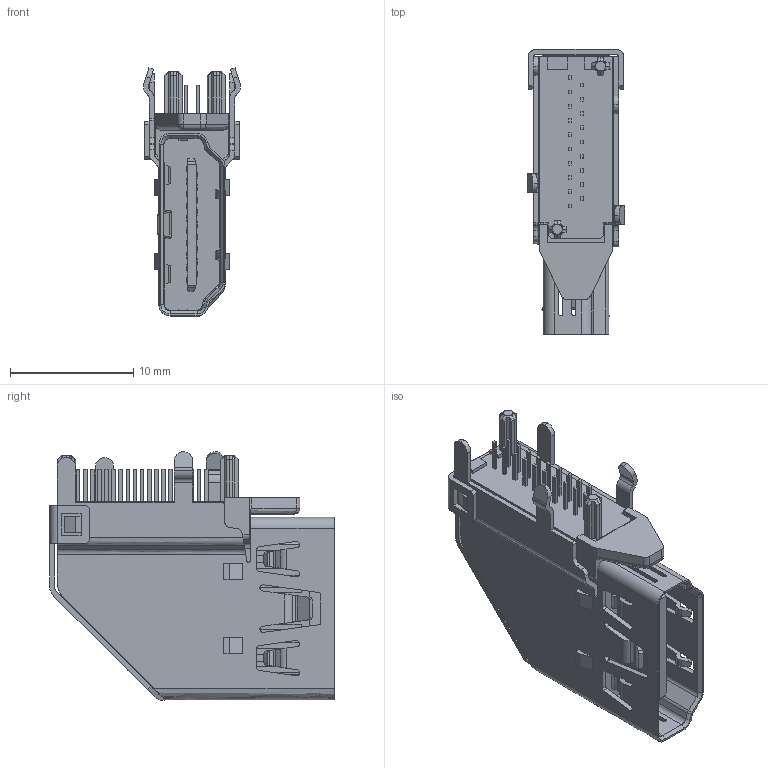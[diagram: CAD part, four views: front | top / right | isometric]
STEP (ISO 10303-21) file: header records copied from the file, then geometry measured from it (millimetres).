
FILE_DESCRIPTION(('FreeCAD Model'),'2;1');
FILE_NAME('Open CASCADE Shape Model','2024-03-11T17:31:46',(''),(''), 'Open CASCADE STEP processor 7.6','FreeCAD','Unknown');
FILE_SCHEMA(('AUTOMOTIVE_DESIGN { 1 0 10303 214 1 1 1 1 }'));
Length unit declared in the file: millimetre
Products named in the file (2): Rhino converted to STEP527; Rhino converted to STEP526
Assembly tree (1 placements, depth 2):
  Rhino converted to STEP527
    Rhino converted to STEP526
Bounding box: 7.88 x 23.1 x 20.15 mm (x, y, z)
Volume: 603.1 mm3; surface area: 2415.3 mm2
Topology: 1 solids, 1 shells, 666 faces, 1937 edges, 1293 vertices
Faces by surface type: plane 428, bspline 238
Entity records: 29629 total; most frequent: CARTESIAN_POINT 14434, ORIENTED_EDGE 3870, DIRECTION 2032, EDGE_CURVE 1935, VERTEX_POINT 1293, LINE 1172, VECTOR 1172, B_SPLINE_CURVE_WITH_KNOTS 729
